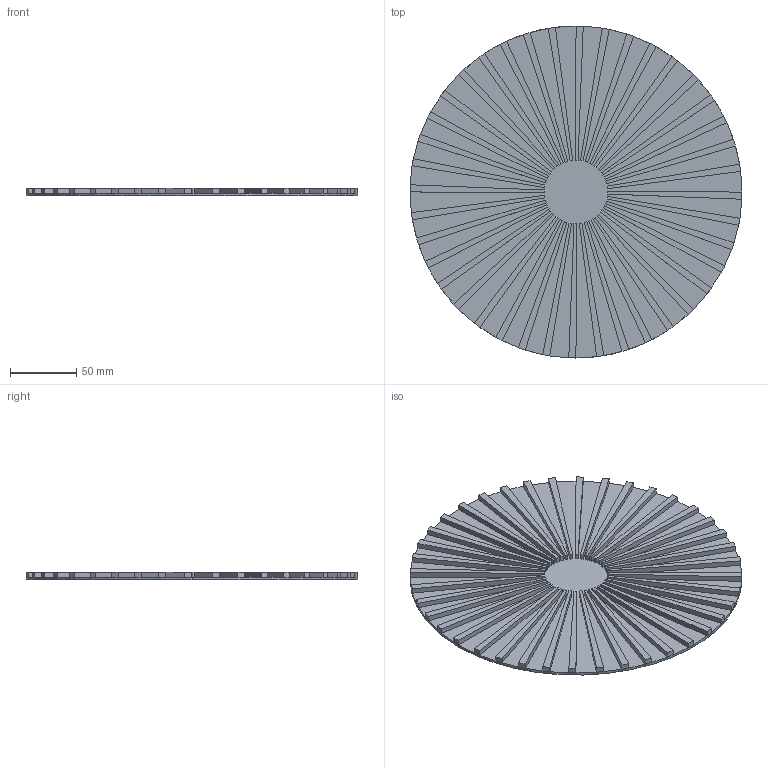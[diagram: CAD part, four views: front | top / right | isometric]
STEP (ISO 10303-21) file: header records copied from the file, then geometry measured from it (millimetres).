
FILE_DESCRIPTION(/* description */ (''),/* implementation_level */ '2;1');
FILE_NAME(/* name */ 'OGOMI~1',/* time_stamp */ '2020-12-14T13:10:59+01:00',/* author */ (''),/* organization */ (''),/* preprocessor_version */ 'ST-DEVELOPER v16.5',/* originating_system */ '',/* authorisation */ '');
FILE_SCHEMA (('AUTOMOTIVE_DESIGN'));
Length unit declared in the file: millimetre
Products named in the file (1): Document
Bounding box: 250 x 250 x 6 mm (x, y, z)
Volume: 158029.6 mm3; surface area: 133256.7 mm2
Topology: 1 solids, 1 shells, 204 faces, 526 edges, 324 vertices
Faces by surface type: bspline 162, plane 42
Entity records: 5469 total; most frequent: CARTESIAN_POINT 2804, ORIENTED_EDGE 1052, EDGE_CURVE 526, VERTEX_POINT 324, ADVANCED_FACE 204, FACE_OUTER_BOUND 204, EDGE_LOOP 204, DIRECTION 46
